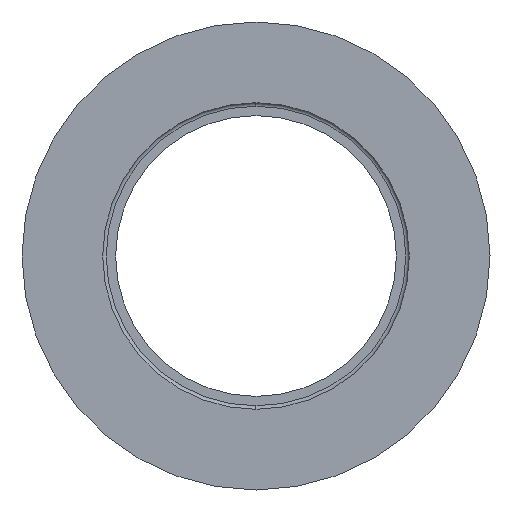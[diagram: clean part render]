
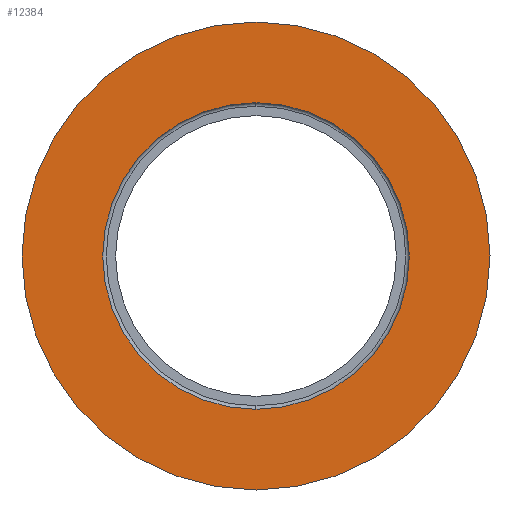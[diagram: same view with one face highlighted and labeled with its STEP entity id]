
A CAD part, left-side view. The second image highlights one B-rep face of the part: STEP entity #12384.
In plain terms, the highlighted planar face has unit normal (-1, 0, 0).
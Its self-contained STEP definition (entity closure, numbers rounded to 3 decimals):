
#394 = EDGE_CURVE ( 'NONE', #3265, #13251, #7938, .T. ) ;
#673 = EDGE_LOOP ( 'NONE', ( #2655, #7383 ) ) ;
#1141 = CARTESIAN_POINT ( 'NONE',  ( 0., 0., 0. ) ) ;
#1585 = CARTESIAN_POINT ( 'NONE',  ( 0., 0., 0. ) ) ;
#1664 = EDGE_CURVE ( 'NONE', #13251, #3265, #9534, .T. ) ;
#2190 = DIRECTION ( 'NONE',  ( 0., 0., 1. ) ) ;
#2497 = PLANE ( 'NONE',  #4419 ) ;
#2631 = DIRECTION ( 'NONE',  ( 0., 0., 1. ) ) ;
#2655 = ORIENTED_EDGE ( 'NONE', *, *, #1664, .F. ) ;
#3067 = AXIS2_PLACEMENT_3D ( 'NONE', #1141, #8355, #2190 ) ;
#3265 = VERTEX_POINT ( 'NONE', #9708 ) ;
#3598 = CARTESIAN_POINT ( 'NONE',  ( 0., 13.1, 0. ) ) ;
#3682 = ORIENTED_EDGE ( 'NONE', *, *, #12835, .T. ) ;
#4327 = ORIENTED_EDGE ( 'NONE', *, *, #9268, .T. ) ;
#4379 = CARTESIAN_POINT ( 'NONE',  ( 0., 0., 0. ) ) ;
#4419 = AXIS2_PLACEMENT_3D ( 'NONE', #3598, #10765, #4618 ) ;
#4618 = DIRECTION ( 'NONE',  ( 0., 0., -1. ) ) ;
#5354 = CARTESIAN_POINT ( 'NONE',  ( 0., 0., 0. ) ) ;
#5414 = DIRECTION ( 'NONE',  ( 0., 0., 1. ) ) ;
#6087 = CARTESIAN_POINT ( 'NONE',  ( 0., 0., -20. ) ) ;
#6095 = VERTEX_POINT ( 'NONE', #11592 ) ;
#6400 = DIRECTION ( 'NONE',  ( 0., 0., 1. ) ) ;
#6708 = AXIS2_PLACEMENT_3D ( 'NONE', #5354, #12542, #6400 ) ;
#7383 = ORIENTED_EDGE ( 'NONE', *, *, #394, .F. ) ;
#7938 = CIRCLE ( 'NONE', #12803, 13.1 ) ;
#8355 = DIRECTION ( 'NONE',  ( -1., 0., 0. ) ) ;
#8560 = EDGE_LOOP ( 'NONE', ( #3682, #4327 ) ) ;
#8784 = DIRECTION ( 'NONE',  ( -1., 0., 0. ) ) ;
#9056 = FACE_OUTER_BOUND ( 'NONE', #8560, .T. ) ;
#9268 = EDGE_CURVE ( 'NONE', #12156, #6095, #9628, .T. ) ;
#9534 = CIRCLE ( 'NONE', #3067, 13.1 ) ;
#9628 = CIRCLE ( 'NONE', #6708, 20. ) ;
#9708 = CARTESIAN_POINT ( 'NONE',  ( 0., 0., -13.1 ) ) ;
#9850 = CIRCLE ( 'NONE', #10526, 20. ) ;
#10526 = AXIS2_PLACEMENT_3D ( 'NONE', #4379, #11579, #5414 ) ;
#10765 = DIRECTION ( 'NONE',  ( 1., 0., 0. ) ) ;
#11239 = CARTESIAN_POINT ( 'NONE',  ( 0., 0., 13.1 ) ) ;
#11579 = DIRECTION ( 'NONE',  ( -1., 0., 0. ) ) ;
#11592 = CARTESIAN_POINT ( 'NONE',  ( 0., 0., 20. ) ) ;
#11831 = FACE_BOUND ( 'NONE', #673, .T. ) ;
#12156 = VERTEX_POINT ( 'NONE', #6087 ) ;
#12384 = ADVANCED_FACE ( 'NONE', ( #11831, #9056 ), #2497, .F. ) ;
#12542 = DIRECTION ( 'NONE',  ( -1., 0., 0. ) ) ;
#12803 = AXIS2_PLACEMENT_3D ( 'NONE', #1585, #8784, #2631 ) ;
#12835 = EDGE_CURVE ( 'NONE', #6095, #12156, #9850, .T. ) ;
#13251 = VERTEX_POINT ( 'NONE', #11239 ) ;
